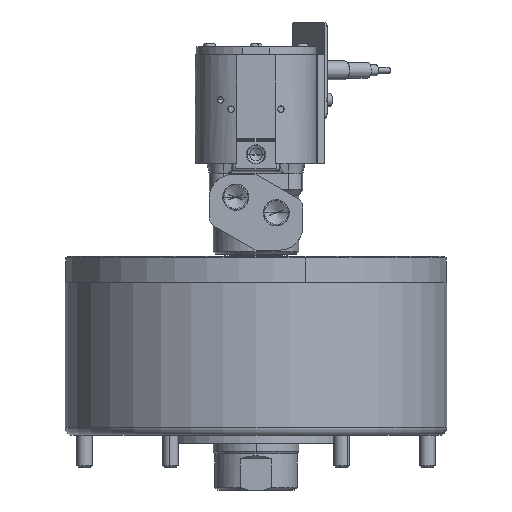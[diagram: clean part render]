
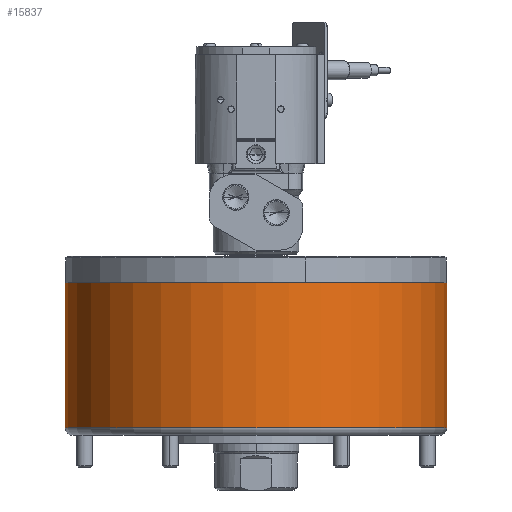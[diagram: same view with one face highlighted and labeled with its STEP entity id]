
A CAD part, front view. The second image highlights one B-rep face of the part: STEP entity #15837.
In plain terms, the highlighted cylindrical face has radius 122.5 mm (diameter 245 mm), a partial arc.
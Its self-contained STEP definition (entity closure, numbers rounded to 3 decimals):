
#141 = ORIENTED_EDGE ( 'NONE', *, *, #14429, .F. ) ;
#170 = EDGE_CURVE ( 'NONE', #9516, #4894, #15976, .T. ) ;
#536 = CARTESIAN_POINT ( 'NONE',  ( 122.5, 0., 0. ) ) ;
#1539 = EDGE_CURVE ( 'NONE', #14758, #7449, #13560, .T. ) ;
#2261 = LINE ( 'NONE', #7472, #15691 ) ;
#2570 = VECTOR ( 'NONE', #14569, 1000. ) ;
#2631 = AXIS2_PLACEMENT_3D ( 'NONE', #4398, #9598, #14842 ) ;
#3904 = CARTESIAN_POINT ( 'NONE',  ( 0., 0., 0. ) ) ;
#4015 = ORIENTED_EDGE ( 'NONE', *, *, #7331, .T. ) ;
#4125 = LINE ( 'NONE', #9329, #2570 ) ;
#4224 = DIRECTION ( 'NONE',  ( 1., 0., 0. ) ) ;
#4398 = CARTESIAN_POINT ( 'NONE',  ( 0., 0., 0. ) ) ;
#4894 = VERTEX_POINT ( 'NONE', #13999 ) ;
#5045 = CARTESIAN_POINT ( 'NONE',  ( -122.5, 0., -93. ) ) ;
#6138 = AXIS2_PLACEMENT_3D ( 'NONE', #3904, #9123, #14349 ) ;
#7331 = EDGE_CURVE ( 'NONE', #4894, #7449, #4125, .T. ) ;
#7449 = VERTEX_POINT ( 'NONE', #536 ) ;
#7472 = CARTESIAN_POINT ( 'NONE',  ( -122.5, 0., 0. ) ) ;
#9123 = DIRECTION ( 'NONE',  ( 0., 0., 1. ) ) ;
#9329 = CARTESIAN_POINT ( 'NONE',  ( 122.5, 0., 0. ) ) ;
#9516 = VERTEX_POINT ( 'NONE', #5045 ) ;
#9598 = DIRECTION ( 'NONE',  ( 0., 0., 1. ) ) ;
#9849 = CARTESIAN_POINT ( 'NONE',  ( -122.5, 0., 0. ) ) ;
#10387 = FACE_OUTER_BOUND ( 'NONE', #15091, .T. ) ;
#10709 = CARTESIAN_POINT ( 'NONE',  ( 0., 0., -93. ) ) ;
#12716 = DIRECTION ( 'NONE',  ( 0., 0., 1. ) ) ;
#13159 = ORIENTED_EDGE ( 'NONE', *, *, #170, .T. ) ;
#13560 = CIRCLE ( 'NONE', #2631, 122.5 ) ;
#13794 = AXIS2_PLACEMENT_3D ( 'NONE', #10709, #15949, #4224 ) ;
#13999 = CARTESIAN_POINT ( 'NONE',  ( 122.5, 0., -93. ) ) ;
#14349 = DIRECTION ( 'NONE',  ( 1., 0., 0. ) ) ;
#14429 = EDGE_CURVE ( 'NONE', #9516, #14758, #2261, .T. ) ;
#14569 = DIRECTION ( 'NONE',  ( 0., 0., 1. ) ) ;
#14758 = VERTEX_POINT ( 'NONE', #9849 ) ;
#14842 = DIRECTION ( 'NONE',  ( 1., 0., 0. ) ) ;
#15091 = EDGE_LOOP ( 'NONE', ( #141, #13159, #4015, #16509 ) ) ;
#15626 = CYLINDRICAL_SURFACE ( 'NONE', #6138, 122.5 ) ;
#15691 = VECTOR ( 'NONE', #12716, 1000. ) ;
#15837 = ADVANCED_FACE ( 'NONE', ( #10387 ), #15626, .T. ) ;
#15949 = DIRECTION ( 'NONE',  ( 0., 0., 1. ) ) ;
#15976 = CIRCLE ( 'NONE', #13794, 122.5 ) ;
#16509 = ORIENTED_EDGE ( 'NONE', *, *, #1539, .F. ) ;
